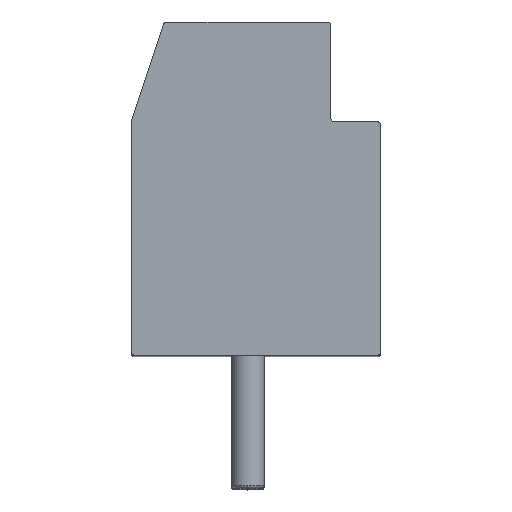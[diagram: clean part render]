
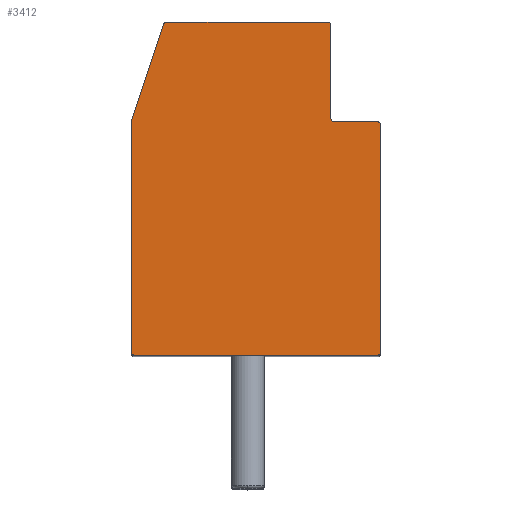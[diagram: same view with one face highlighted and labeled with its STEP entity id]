
A CAD part, top view. The second image highlights one B-rep face of the part: STEP entity #3412.
In plain terms, the highlighted planar face has unit normal (0, 0, 1).
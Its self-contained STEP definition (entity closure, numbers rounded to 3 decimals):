
#341 = CARTESIAN_POINT ( 'NONE',  ( 4.9, 7., 15. ) ) ;
#342 = DIRECTION ( 'NONE',  ( 1., 0., 0. ) ) ;
#343 = VECTOR ( 'NONE', #342, 1000. ) ;
#344 = CARTESIAN_POINT ( 'NONE',  ( 3.5, 7., 15. ) ) ;
#345 = LINE ( 'NONE', #344, #343 ) ;
#346 = CARTESIAN_POINT ( 'NONE',  ( 3.6, 7., 15. ) ) ;
#557 = CARTESIAN_POINT ( 'NONE',  ( 3.5, 9.9, 15. ) ) ;
#558 = DIRECTION ( 'NONE',  ( 1., 0., 0. ) ) ;
#559 = DIRECTION ( 'NONE',  ( 0., 0., -1. ) ) ;
#560 = CARTESIAN_POINT ( 'NONE',  ( 3.4, 9.9, 15. ) ) ;
#561 = AXIS2_PLACEMENT_3D ( 'NONE', #560, #559, #558 ) ;
#562 = CIRCLE ( 'NONE', #561, 0.1 ) ;
#588 = CARTESIAN_POINT ( 'NONE',  ( -1.428, 10., 15. ) ) ;
#589 = DIRECTION ( 'NONE',  ( 1., 0., 0. ) ) ;
#590 = DIRECTION ( 'NONE',  ( 0., 0., -1. ) ) ;
#591 = CARTESIAN_POINT ( 'NONE',  ( -1.428, 9.9, 15. ) ) ;
#592 = AXIS2_PLACEMENT_3D ( 'NONE', #591, #590, #589 ) ;
#593 = CIRCLE ( 'NONE', #592, 0.1 ) ;
#594 = CARTESIAN_POINT ( 'NONE',  ( 3.4, 10., 15. ) ) ;
#907 = DIRECTION ( 'NONE',  ( -1., 0., 0. ) ) ;
#908 = VECTOR ( 'NONE', #907, 1000. ) ;
#909 = CARTESIAN_POINT ( 'NONE',  ( 5., 0., 15. ) ) ;
#910 = LINE ( 'NONE', #909, #908 ) ;
#925 = CARTESIAN_POINT ( 'NONE',  ( 5., 6.9, 15. ) ) ;
#926 = DIRECTION ( 'NONE',  ( 1., 0., 0. ) ) ;
#927 = DIRECTION ( 'NONE',  ( 0., 0., -1. ) ) ;
#928 = CARTESIAN_POINT ( 'NONE',  ( 4.9, 6.9, 15. ) ) ;
#929 = AXIS2_PLACEMENT_3D ( 'NONE', #928, #927, #926 ) ;
#930 = CIRCLE ( 'NONE', #929, 0.1 ) ;
#937 = DIRECTION ( 'NONE',  ( 1., 0., 0. ) ) ;
#938 = DIRECTION ( 'NONE',  ( 0., 0., -1. ) ) ;
#939 = CARTESIAN_POINT ( 'NONE',  ( 3.6, 7.1, 15. ) ) ;
#940 = AXIS2_PLACEMENT_3D ( 'NONE', #939, #938, #937 ) ;
#941 = CIRCLE ( 'NONE', #940, 0.1 ) ;
#943 = CARTESIAN_POINT ( 'NONE',  ( 3.5, 7.1, 15. ) ) ;
#972 = CARTESIAN_POINT ( 'NONE',  ( -2.4, 0., 15. ) ) ;
#973 = DIRECTION ( 'NONE',  ( 1., 0., 0. ) ) ;
#974 = DIRECTION ( 'NONE',  ( 0., 0., -1. ) ) ;
#975 = CARTESIAN_POINT ( 'NONE',  ( -2.4, 0.1, 15. ) ) ;
#976 = AXIS2_PLACEMENT_3D ( 'NONE', #975, #974, #973 ) ;
#977 = DIRECTION ( 'NONE',  ( 1., 0., 0. ) ) ;
#978 = DIRECTION ( 'NONE',  ( 0., 0., 1. ) ) ;
#979 = CARTESIAN_POINT ( 'NONE',  ( 1.242, 4.739, 15. ) ) ;
#980 = CIRCLE ( 'NONE', #976, 0.1 ) ;
#981 = AXIS2_PLACEMENT_3D ( 'NONE', #979, #978, #977 ) ;
#982 = PLANE ( 'NONE',  #981 ) ;
#990 = FACE_OUTER_BOUND ( 'NONE', #3413, .T. ) ;
#995 = CARTESIAN_POINT ( 'NONE',  ( 4.9, 0., 15. ) ) ;
#996 = DIRECTION ( 'NONE',  ( 1., 0., 0. ) ) ;
#997 = DIRECTION ( 'NONE',  ( 0., 0., 1. ) ) ;
#998 = CARTESIAN_POINT ( 'NONE',  ( 4.9, 0.1, 15. ) ) ;
#999 = AXIS2_PLACEMENT_3D ( 'NONE', #998, #997, #996 ) ;
#1000 = CIRCLE ( 'NONE', #999, 0.1 ) ;
#1100 = DIRECTION ( 'NONE',  ( -0.316, -0.949, 0. ) ) ;
#1101 = VECTOR ( 'NONE', #1100, 1000. ) ;
#1102 = CARTESIAN_POINT ( 'NONE',  ( -1.523, 9.932, 15. ) ) ;
#1106 = LINE ( 'NONE', #1102, #1101 ) ;
#1113 = DIRECTION ( 'NONE',  ( 0., 1., 0. ) ) ;
#1114 = VECTOR ( 'NONE', #1113, 1000. ) ;
#1115 = CARTESIAN_POINT ( 'NONE',  ( 5., 4.739, 15. ) ) ;
#1116 = LINE ( 'NONE', #1115, #1114 ) ;
#1279 = DIRECTION ( 'NONE',  ( 0., 1., 0. ) ) ;
#1280 = VECTOR ( 'NONE', #1279, 1000. ) ;
#1281 = CARTESIAN_POINT ( 'NONE',  ( 3.5, 4.739, 15. ) ) ;
#1282 = LINE ( 'NONE', #1281, #1280 ) ;
#1325 = CARTESIAN_POINT ( 'NONE',  ( 5., 0.1, 15. ) ) ;
#1341 = DIRECTION ( 'NONE',  ( 0., -1., 0. ) ) ;
#1342 = VECTOR ( 'NONE', #1341, 1000. ) ;
#1343 = CARTESIAN_POINT ( 'NONE',  ( -2.5, 4.739, 15. ) ) ;
#1344 = LINE ( 'NONE', #1343, #1342 ) ;
#1346 = CARTESIAN_POINT ( 'NONE',  ( -2.5, 0.1, 15. ) ) ;
#1402 = CARTESIAN_POINT ( 'NONE',  ( -2.495, 7.015, 15. ) ) ;
#1403 = DIRECTION ( 'NONE',  ( 1., 0., 0. ) ) ;
#1404 = DIRECTION ( 'NONE',  ( 0., 0., -1. ) ) ;
#1405 = CARTESIAN_POINT ( 'NONE',  ( -2.4, 6.984, 15. ) ) ;
#1406 = AXIS2_PLACEMENT_3D ( 'NONE', #1405, #1404, #1403 ) ;
#1407 = CIRCLE ( 'NONE', #1406, 0.1 ) ;
#1408 = CARTESIAN_POINT ( 'NONE',  ( -2.5, 6.984, 15. ) ) ;
#1622 = CARTESIAN_POINT ( 'NONE',  ( -1.523, 9.932, 15. ) ) ;
#1686 = DIRECTION ( 'NONE',  ( -1., 0., 0. ) ) ;
#1687 = VECTOR ( 'NONE', #1686, 1000. ) ;
#1688 = CARTESIAN_POINT ( 'NONE',  ( 1.242, 10., 15. ) ) ;
#1689 = LINE ( 'NONE', #1688, #1687 ) ;
#3010 = VERTEX_POINT ( 'NONE', #1622 ) ;
#3067 = VERTEX_POINT ( 'NONE', #1408 ) ;
#3069 = EDGE_CURVE ( 'NONE', #3067, #3070, #1407, .T. ) ;
#3070 = VERTEX_POINT ( 'NONE', #1402 ) ;
#3122 = EDGE_CURVE ( 'NONE', #3186, #3123, #562, .T. ) ;
#3123 = VERTEX_POINT ( 'NONE', #557 ) ;
#3186 = VERTEX_POINT ( 'NONE', #594 ) ;
#3188 = EDGE_CURVE ( 'NONE', #3010, #3189, #593, .T. ) ;
#3189 = VERTEX_POINT ( 'NONE', #588 ) ;
#3266 = VERTEX_POINT ( 'NONE', #943 ) ;
#3269 = EDGE_CURVE ( 'NONE', #3888, #3266, #941, .T. ) ;
#3278 = EDGE_CURVE ( 'NONE', #3891, #3279, #930, .T. ) ;
#3279 = VERTEX_POINT ( 'NONE', #925 ) ;
#3290 = ORIENTED_EDGE ( 'NONE', *, *, #3291, .F. ) ;
#3291 = EDGE_CURVE ( 'NONE', #3409, #3416, #910, .T. ) ;
#3292 = ORIENTED_EDGE ( 'NONE', *, *, #3408, .T. ) ;
#3293 = ORIENTED_EDGE ( 'NONE', *, *, #3363, .T. ) ;
#3363 = EDGE_CURVE ( 'NONE', #3485, #3279, #1116, .T. ) ;
#3364 = ORIENTED_EDGE ( 'NONE', *, *, #3474, .T. ) ;
#3371 = EDGE_CURVE ( 'NONE', #3010, #3070, #1106, .T. ) ;
#3408 = EDGE_CURVE ( 'NONE', #3409, #3485, #1000, .T. ) ;
#3409 = VERTEX_POINT ( 'NONE', #995 ) ;
#3412 = ADVANCED_FACE ( 'NONE', ( #990 ), #982, .T. ) ;
#3413 = EDGE_LOOP ( 'NONE', ( #3414, #3290, #3292, #3293, #3463, #3464, #3465, #3466, #3467, #3468, #3469, #3483, #3484, #3364 ) ) ;
#3414 = ORIENTED_EDGE ( 'NONE', *, *, #3415, .F. ) ;
#3415 = EDGE_CURVE ( 'NONE', #3416, #3471, #980, .T. ) ;
#3416 = VERTEX_POINT ( 'NONE', #972 ) ;
#3463 = ORIENTED_EDGE ( 'NONE', *, *, #3278, .F. ) ;
#3464 = ORIENTED_EDGE ( 'NONE', *, *, #3890, .F. ) ;
#3465 = ORIENTED_EDGE ( 'NONE', *, *, #3269, .T. ) ;
#3466 = ORIENTED_EDGE ( 'NONE', *, *, #3513, .T. ) ;
#3467 = ORIENTED_EDGE ( 'NONE', *, *, #3122, .F. ) ;
#3468 = ORIENTED_EDGE ( 'NONE', *, *, #3577, .T. ) ;
#3469 = ORIENTED_EDGE ( 'NONE', *, *, #3188, .F. ) ;
#3471 = VERTEX_POINT ( 'NONE', #1346 ) ;
#3474 = EDGE_CURVE ( 'NONE', #3067, #3471, #1344, .T. ) ;
#3483 = ORIENTED_EDGE ( 'NONE', *, *, #3371, .T. ) ;
#3484 = ORIENTED_EDGE ( 'NONE', *, *, #3069, .F. ) ;
#3485 = VERTEX_POINT ( 'NONE', #1325 ) ;
#3513 = EDGE_CURVE ( 'NONE', #3266, #3123, #1282, .T. ) ;
#3577 = EDGE_CURVE ( 'NONE', #3186, #3189, #1689, .T. ) ;
#3888 = VERTEX_POINT ( 'NONE', #346 ) ;
#3890 = EDGE_CURVE ( 'NONE', #3888, #3891, #345, .T. ) ;
#3891 = VERTEX_POINT ( 'NONE', #341 ) ;
